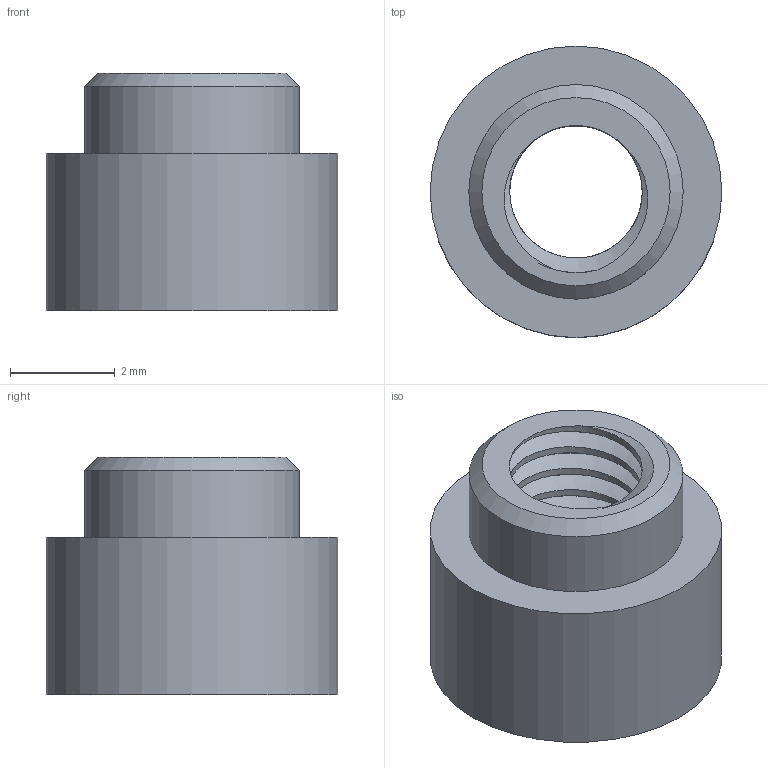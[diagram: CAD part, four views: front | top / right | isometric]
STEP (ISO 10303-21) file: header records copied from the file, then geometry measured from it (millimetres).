
FILE_DESCRIPTION(/* description */ (''),/* implementation_level */ '2;1');
FILE_NAME(/* name */ '${GLOWINGKITTYPARTS}SMTSO3030CTJ.step',/* time_stamp */ '2022-04-26T21:43:32+02:00',/* author */ (''),/* organization */ (''),/* preprocessor_version */ 'ST-DEVELOPER v18.1',/* originating_system */ 'Autodesk Translation Framework v10.14.0.1471',/* authorisation */ '');
FILE_SCHEMA (('AUTOMOTIVE_DESIGN { 1 0 10303 214 3 1 1 }'));
Length unit declared in the file: millimetre
Products named in the file (1): M3 SMD nut SMTSO3030CTJ
Bounding box: 5.56 x 5.56 x 4.53 mm (x, y, z)
Volume: 65.4 mm3; surface area: 171.6 mm2
Topology: 1 solids, 1 shells, 28 faces, 74 edges, 49 vertices
Faces by surface type: cylinder 22, plane 3, bspline 2, cone 1
Full cylindrical faces by diameter (mm): 2.529 x4, 3.086 x2, 4.09 x1, 5.56 x1
Entity records: 2183 total; most frequent: CARTESIAN_POINT 1526, ORIENTED_EDGE 148, DIRECTION 93, EDGE_CURVE 74, VERTEX_POINT 49, B_SPLINE_CURVE_WITH_KNOTS 44, AXIS2_PLACEMENT_3D 36, EDGE_LOOP 31
